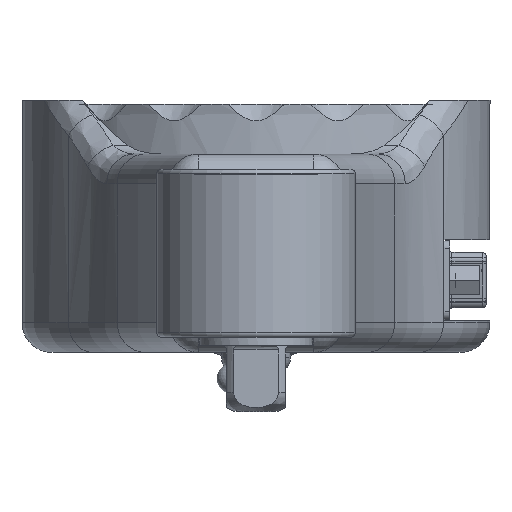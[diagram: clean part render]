
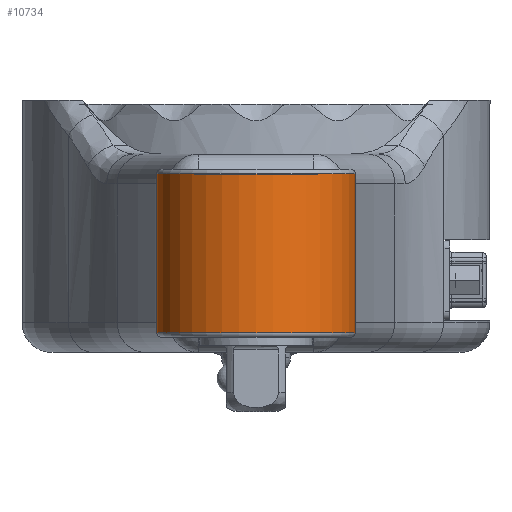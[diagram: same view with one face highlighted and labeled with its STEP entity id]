
A CAD part, left-side view. The second image highlights one B-rep face of the part: STEP entity #10734.
In plain terms, the highlighted cylindrical face has radius 15.875 mm (diameter 31.75 mm), a partial arc.
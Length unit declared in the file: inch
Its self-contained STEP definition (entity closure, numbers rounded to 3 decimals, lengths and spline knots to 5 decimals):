
#10402=CARTESIAN_POINT('',(17.208,6.75819,8.84318));
#10403=VERTEX_POINT('',#10402);
#10427=CARTESIAN_POINT('',(17.208,5.50819,8.84318));
#10428=VERTEX_POINT('',#10427);
#10436=CARTESIAN_POINT('',(17.208,6.13319,8.84318));
#10437=DIRECTION('',(0.0,0.0,-1.0));
#10438=DIRECTION('',(-1.0,0.0,0.0));
#10439=AXIS2_PLACEMENT_3D('',#10436,#10437,#10438);
#10440=CIRCLE('',#10439,0.625);
#10441=EDGE_CURVE('',#10428,#10403,#10440,.T.);
#10539=CARTESIAN_POINT('',(17.208,6.75819,9.84318));
#10540=VERTEX_POINT('',#10539);
#10541=CARTESIAN_POINT('',(17.208,6.75819,9.84318));
#10542=DIRECTION('',(0.0,0.0,-1.0));
#10543=VECTOR('',#10542,1.0);
#10544=LINE('',#10541,#10543);
#10545=EDGE_CURVE('',#10540,#10403,#10544,.T.);
#10607=CARTESIAN_POINT('',(17.208,5.50819,9.84318));
#10608=VERTEX_POINT('',#10607);
#10639=CARTESIAN_POINT('',(17.208,6.13319,9.84318));
#10640=DIRECTION('',(0.0,0.0,1.0));
#10641=DIRECTION('',(-1.0,0.0,0.0));
#10642=AXIS2_PLACEMENT_3D('',#10639,#10640,#10641);
#10643=CIRCLE('',#10642,0.625);
#10644=EDGE_CURVE('',#10540,#10608,#10643,.T.);
#10714=CARTESIAN_POINT('',(17.208,5.50819,8.84318));
#10715=DIRECTION('',(0.0,0.0,1.0));
#10716=VECTOR('',#10715,1.0);
#10717=LINE('',#10714,#10716);
#10718=EDGE_CURVE('',#10428,#10608,#10717,.T.);
#10723=CARTESIAN_POINT('',(17.208,6.13319,8.81318));
#10724=DIRECTION('',(0.,0.,1.0));
#10725=DIRECTION('',(-1.0,0.0,0.0));
#10726=AXIS2_PLACEMENT_3D('',#10723,#10724,#10725);
#10727=CYLINDRICAL_SURFACE('',#10726,0.625);
#10728=ORIENTED_EDGE('',*,*,#10441,.F.);
#10729=ORIENTED_EDGE('',*,*,#10718,.T.);
#10730=ORIENTED_EDGE('',*,*,#10644,.F.);
#10731=ORIENTED_EDGE('',*,*,#10545,.T.);
#10732=EDGE_LOOP('',(#10728,#10729,#10730,#10731));
#10733=FACE_OUTER_BOUND('',#10732,.T.);
#10734=ADVANCED_FACE('',(#10733),#10727,.T.);
